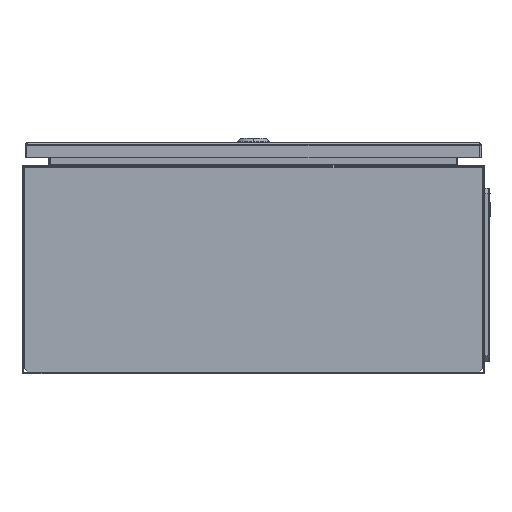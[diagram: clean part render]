
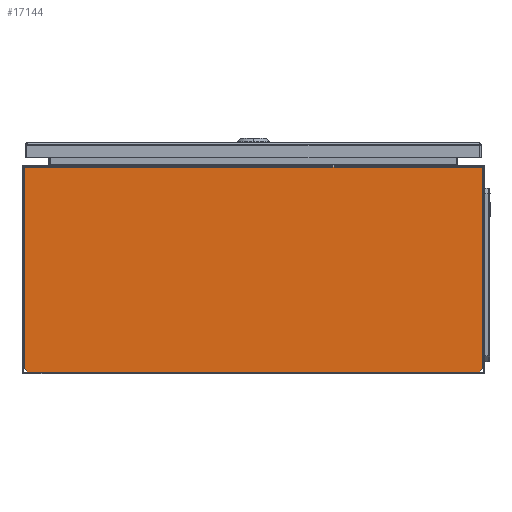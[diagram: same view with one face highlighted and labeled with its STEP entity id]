
A CAD part, left-side view. The second image highlights one B-rep face of the part: STEP entity #17144.
In plain terms, the highlighted planar face has unit normal (-1, 0, 0).
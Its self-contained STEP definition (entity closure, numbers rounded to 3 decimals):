
#392 = EDGE_CURVE ( 'NONE', #30612, #12838, #5375, .T. ) ;
#1135 = CARTESIAN_POINT ( 'NONE',  ( -1.2, 1.5, -1.5 ) ) ;
#1393 = EDGE_CURVE ( 'NONE', #32559, #21363, #9009, .T. ) ;
#2061 = VECTOR ( 'NONE', #5142, 1000. ) ;
#4109 = ORIENTED_EDGE ( 'NONE', *, *, #1393, .F. ) ;
#4844 = CARTESIAN_POINT ( 'NONE',  ( -1.2, 0., 0. ) ) ;
#5128 = VERTEX_POINT ( 'NONE', #33650 ) ;
#5142 = DIRECTION ( 'NONE',  ( 0., 1., 0. ) ) ;
#5340 = ORIENTED_EDGE ( 'NONE', *, *, #22358, .T. ) ;
#5375 = LINE ( 'NONE', #16383, #24642 ) ;
#5537 = VECTOR ( 'NONE', #6543, 1000. ) ;
#5599 = ORIENTED_EDGE ( 'NONE', *, *, #33812, .F. ) ;
#5898 = LINE ( 'NONE', #16885, #14562 ) ;
#5927 = VERTEX_POINT ( 'NONE', #17541 ) ;
#5934 = CARTESIAN_POINT ( 'NONE',  ( -1.2, 177., -0.5 ) ) ;
#6543 = DIRECTION ( 'NONE',  ( 0., -1., 0. ) ) ;
#7165 = CARTESIAN_POINT ( 'NONE',  ( -1.2, 3., 0. ) ) ;
#7858 = CARTESIAN_POINT ( 'NONE',  ( -1.2, 0., -3. ) ) ;
#8120 = ORIENTED_EDGE ( 'NONE', *, *, #27382, .F. ) ;
#9009 = LINE ( 'NONE', #19995, #32551 ) ;
#9037 = LINE ( 'NONE', #20026, #15350 ) ;
#9154 = CARTESIAN_POINT ( 'NONE',  ( -1.2, 177., -396. ) ) ;
#11571 = LINE ( 'NONE', #22574, #15866 ) ;
#12104 = DIRECTION ( 'NONE',  ( 0., 0.707, 0.707 ) ) ;
#12838 = VERTEX_POINT ( 'NONE', #9154 ) ;
#14562 = VECTOR ( 'NONE', #27883, 1000. ) ;
#14578 = CARTESIAN_POINT ( 'NONE',  ( -1.2, 177., 0. ) ) ;
#14582 = ORIENTED_EDGE ( 'NONE', *, *, #392, .T. ) ;
#15350 = VECTOR ( 'NONE', #31031, 1000. ) ;
#15850 = DIRECTION ( 'NONE',  ( -1., 0., 0. ) ) ;
#15866 = VECTOR ( 'NONE', #33552, 1000. ) ;
#16383 = CARTESIAN_POINT ( 'NONE',  ( -1.2, 177., -0.5 ) ) ;
#16885 = CARTESIAN_POINT ( 'NONE',  ( -1.2, 177., 0. ) ) ;
#17144 = ADVANCED_FACE ( 'NONE', ( #18526 ), #29525, .T. ) ;
#17435 = ORIENTED_EDGE ( 'NONE', *, *, #31422, .F. ) ;
#17541 = CARTESIAN_POINT ( 'NONE',  ( -1.2, 3., -396.5 ) ) ;
#18526 = FACE_OUTER_BOUND ( 'NONE', #31206, .T. ) ;
#18642 = VECTOR ( 'NONE', #12104, 1000. ) ;
#18831 = LINE ( 'NONE', #29822, #2061 ) ;
#19995 = CARTESIAN_POINT ( 'NONE',  ( -1.2, 0., 0. ) ) ;
#20026 = CARTESIAN_POINT ( 'NONE',  ( -1.2, 177., 0. ) ) ;
#20242 = LINE ( 'NONE', #31238, #5537 ) ;
#21363 = VERTEX_POINT ( 'NONE', #26902 ) ;
#22344 = ORIENTED_EDGE ( 'NONE', *, *, #23677, .T. ) ;
#22358 = EDGE_CURVE ( 'NONE', #32559, #27091, #25822, .T. ) ;
#22574 = CARTESIAN_POINT ( 'NONE',  ( -1.2, -196.75, -196.75 ) ) ;
#23677 = EDGE_CURVE ( 'NONE', #5927, #21363, #11571, .T. ) ;
#24642 = VECTOR ( 'NONE', #27381, 1000. ) ;
#25677 = ORIENTED_EDGE ( 'NONE', *, *, #29846, .F. ) ;
#25822 = LINE ( 'NONE', #1135, #18642 ) ;
#26847 = DIRECTION ( 'NONE',  ( 0., 0., 1. ) ) ;
#26902 = CARTESIAN_POINT ( 'NONE',  ( -1.2, 0., -393.5 ) ) ;
#27091 = VERTEX_POINT ( 'NONE', #7165 ) ;
#27381 = DIRECTION ( 'NONE',  ( 0., 0., -1. ) ) ;
#27382 = EDGE_CURVE ( 'NONE', #5128, #12838, #5898, .T. ) ;
#27883 = DIRECTION ( 'NONE',  ( 0., 0., 1. ) ) ;
#29525 = PLANE ( 'NONE',  #34246 ) ;
#29822 = CARTESIAN_POINT ( 'NONE',  ( -1.2, 0., -396.5 ) ) ;
#29846 = EDGE_CURVE ( 'NONE', #5927, #5128, #18831, .T. ) ;
#30612 = VERTEX_POINT ( 'NONE', #5934 ) ;
#30999 = DIRECTION ( 'NONE',  ( 0., 0., -1. ) ) ;
#31031 = DIRECTION ( 'NONE',  ( 0., 0., 1. ) ) ;
#31206 = EDGE_LOOP ( 'NONE', ( #4109, #5340, #5599, #17435, #14582, #8120, #25677, #22344 ) ) ;
#31238 = CARTESIAN_POINT ( 'NONE',  ( -1.2, 0., 0. ) ) ;
#31422 = EDGE_CURVE ( 'NONE', #30612, #35592, #9037, .T. ) ;
#32551 = VECTOR ( 'NONE', #30999, 1000. ) ;
#32559 = VERTEX_POINT ( 'NONE', #7858 ) ;
#33552 = DIRECTION ( 'NONE',  ( 0., -0.707, 0.707 ) ) ;
#33650 = CARTESIAN_POINT ( 'NONE',  ( -1.2, 177., -396.5 ) ) ;
#33812 = EDGE_CURVE ( 'NONE', #35592, #27091, #20242, .T. ) ;
#34246 = AXIS2_PLACEMENT_3D ( 'NONE', #4844, #15850, #26847 ) ;
#35592 = VERTEX_POINT ( 'NONE', #14578 ) ;
